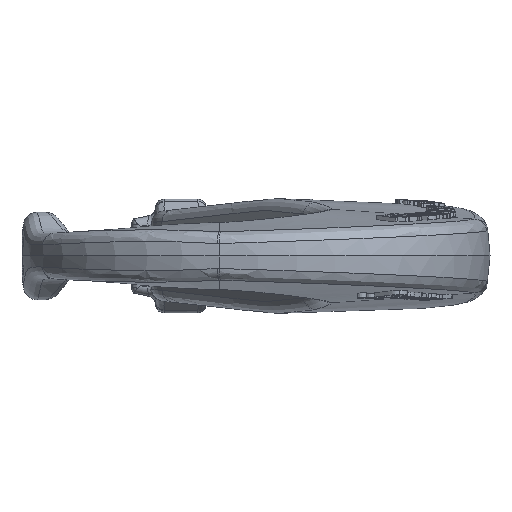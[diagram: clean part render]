
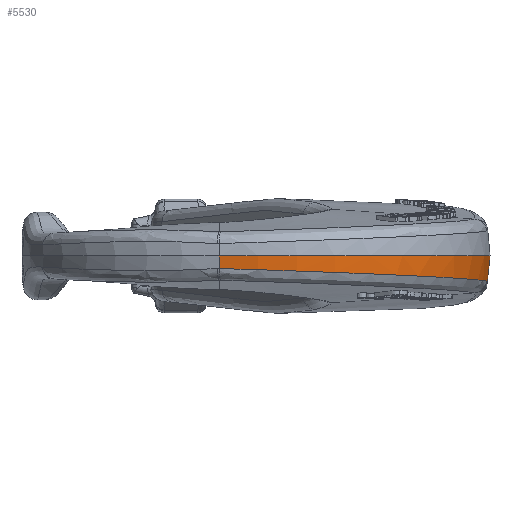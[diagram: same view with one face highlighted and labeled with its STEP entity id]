
A CAD part, front view. The second image highlights one B-rep face of the part: STEP entity #5530.
In plain terms, the highlighted conical face has half-angle 6 degrees and reference radius 54 mm.
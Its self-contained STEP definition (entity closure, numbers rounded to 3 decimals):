
#101=CONICAL_SURFACE('',#17981,54.,6.);
#1123=LINE('',#30009,#1832);
#1132=LINE('',#32694,#1841);
#1832=VECTOR('',#20882,1.);
#1841=VECTOR('',#20921,1.);
#3225=B_SPLINE_CURVE_WITH_KNOTS('',3,(#41333,#41334,#41335,#41336,#41337,
#41338,#41339,#41340,#41341,#41342,#41343,#41344,#41345,#41346,#41347,#41348),
 .UNSPECIFIED.,.F.,.F.,(4,2,2,2,2,2,2,4),(0.,0.125,0.25,0.5,0.625,0.75,
0.875,1.),.UNSPECIFIED.);
#3226=B_SPLINE_CURVE_WITH_KNOTS('',3,(#41350,#41351,#41352,#41353,#41354,
#41355,#41356,#41357,#41358,#41359,#41360,#41361),.UNSPECIFIED.,.F.,.F.,
(4,2,2,2,2,4),(0.,0.25,0.375,0.5,0.75,1.),.UNSPECIFIED.);
#4522=FACE_OUTER_BOUND('',#6949,.T.);
#5530=ADVANCED_FACE('',(#4522),#101,.T.);
#6949=EDGE_LOOP('',(#11302,#11303,#11304,#11305,#11306));
#11302=ORIENTED_EDGE('',*,*,#14955,.F.);
#11303=ORIENTED_EDGE('',*,*,#15701,.F.);
#11304=ORIENTED_EDGE('',*,*,#15093,.T.);
#11305=ORIENTED_EDGE('',*,*,#15731,.T.);
#11306=ORIENTED_EDGE('',*,*,#15732,.T.);
#12839=VERTEX_POINT('',#30001);
#12841=VERTEX_POINT('',#30010);
#12955=VERTEX_POINT('',#32526);
#12976=VERTEX_POINT('',#32693);
#13367=VERTEX_POINT('',#41349);
#14955=EDGE_CURVE('',#12839,#12841,#1123,.T.);
#15093=EDGE_CURVE('',#12955,#12976,#1132,.T.);
#15701=EDGE_CURVE('',#12955,#12839,#16577,.T.);
#15731=EDGE_CURVE('',#12976,#13367,#3225,.T.);
#15732=EDGE_CURVE('',#13367,#12841,#3226,.T.);
#16577=CIRCLE('',#17965,54.);
#17965=AXIS2_PLACEMENT_3D('',#40238,#21484,#21485);
#17981=AXIS2_PLACEMENT_3D('',#41362,#21521,#21522);
#20882=DIRECTION('',(-0.086,-0.059,-0.995));
#20921=DIRECTION('',(0.015,0.103,-0.995));
#21484=DIRECTION('',(0.,0.,1.));
#21485=DIRECTION('',(1.,0.,0.));
#21521=DIRECTION('',(0.,0.,1.));
#21522=DIRECTION('',(-1.,0.,0.));
#30001=CARTESIAN_POINT('',(52.527,35.673,0.));
#30009=CARTESIAN_POINT('',(52.527,35.673,0.));
#30010=CARTESIAN_POINT('',(51.751,35.145,-8.933));
#32526=CARTESIAN_POINT('',(0.,-48.091,0.));
#32693=CARTESIAN_POINT('',(0.044,-47.794,-2.859));
#32694=CARTESIAN_POINT('',(0.,-48.091,0.));
#40238=CARTESIAN_POINT('',(7.855,5.335,0.));
#41333=CARTESIAN_POINT('',(0.044,-47.794,-2.859));
#41334=CARTESIAN_POINT('',(3.642,-48.312,-2.964));
#41335=CARTESIAN_POINT('',(7.239,-48.459,-3.074));
#41336=CARTESIAN_POINT('',(14.427,-48.035,-3.31));
#41337=CARTESIAN_POINT('',(18.042,-47.451,-3.436));
#41338=CARTESIAN_POINT('',(28.469,-44.662,-3.82));
#41339=CARTESIAN_POINT('',(35.07,-41.362,-4.091));
#41340=CARTESIAN_POINT('',(43.541,-34.725,-4.483));
#41341=CARTESIAN_POINT('',(46.181,-32.188,-4.614));
#41342=CARTESIAN_POINT('',(50.838,-26.703,-4.865));
#41343=CARTESIAN_POINT('',(52.873,-23.753,-4.986));
#41344=CARTESIAN_POINT('',(56.349,-17.434,-5.221));
#41345=CARTESIAN_POINT('',(57.775,-14.072,-5.334));
#41346=CARTESIAN_POINT('',(59.899,-7.224,-5.542));
#41347=CARTESIAN_POINT('',(60.619,-3.697,-5.639));
#41348=CARTESIAN_POINT('',(60.978,-0.079,-5.731));
#41349=CARTESIAN_POINT('',(60.978,-0.079,-5.731));
#41350=CARTESIAN_POINT('',(60.978,-0.079,-5.731));
#41351=CARTESIAN_POINT('',(61.26,3.031,-6.056));
#41352=CARTESIAN_POINT('',(61.276,6.125,-6.302));
#41353=CARTESIAN_POINT('',(60.897,10.726,-6.726));
#41354=CARTESIAN_POINT('',(60.704,12.253,-6.872));
#41355=CARTESIAN_POINT('',(60.182,15.291,-7.198));
#41356=CARTESIAN_POINT('',(59.847,16.796,-7.442));
#41357=CARTESIAN_POINT('',(58.649,21.305,-8.041));
#41358=CARTESIAN_POINT('',(57.607,24.235,-8.262));
#41359=CARTESIAN_POINT('',(55.045,29.855,-8.655));
#41360=CARTESIAN_POINT('',(53.525,32.559,-8.79));
#41361=CARTESIAN_POINT('',(51.751,35.145,-8.933));
#41362=CARTESIAN_POINT('',(7.855,5.335,0.));
